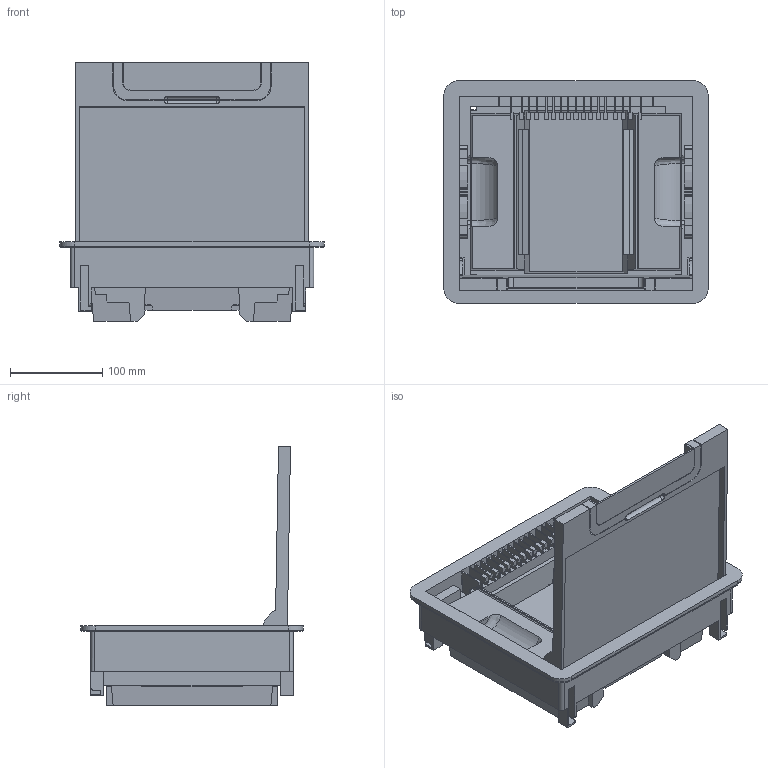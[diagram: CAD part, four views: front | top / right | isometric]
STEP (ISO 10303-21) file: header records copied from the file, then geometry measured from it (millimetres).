
FILE_DESCRIPTION(('CATIA V5 STEP Exchange','CAx-IF Rec.Pracs.--- Composite Materials ---3.4---2017-06-13'),'2;1');
FILE_NAME('LG-080704-S-ouvert.stp','2025-04-30T14:55:05+00:00',('none'),('none'),'CATIA Version 5-6 Release 2020','CATIA V5 STEP AP203 v1','none');
FILE_SCHEMA(('CONFIG_CONTROL_DESIGN'));
Length unit declared in the file: millimetre
Products named in the file (4): A029367AA; A027501; A004290_A-AS1; SuppVert-T2
Assembly tree (9 placements, depth 3):
  A029367AA
    A027501
      #65
    A004290_A-AS1
      #7302
      #22575
    SuppVert-T2
      #25441  x2
      #27732
Bounding box: 285.97 x 240.97 x 280.1 mm (x, y, z)
Volume: 1099441.1 mm3; surface area: 725526.6 mm2
Topology: 6 solids, 6 shells, 1100 faces, 3305 edges, 2180 vertices
Faces by surface type: plane 885, cylinder 161, extrusion 38, revolution 12, bspline 4
Entity records: 34873 total; most frequent: CARTESIAN_POINT 8848, ORIENTED_EDGE 6196, DIRECTION 4054, EDGE_CURVE 3098, VECTOR 2639, LINE 2601, VERTEX_POINT 2044, EDGE_LOOP 1100
